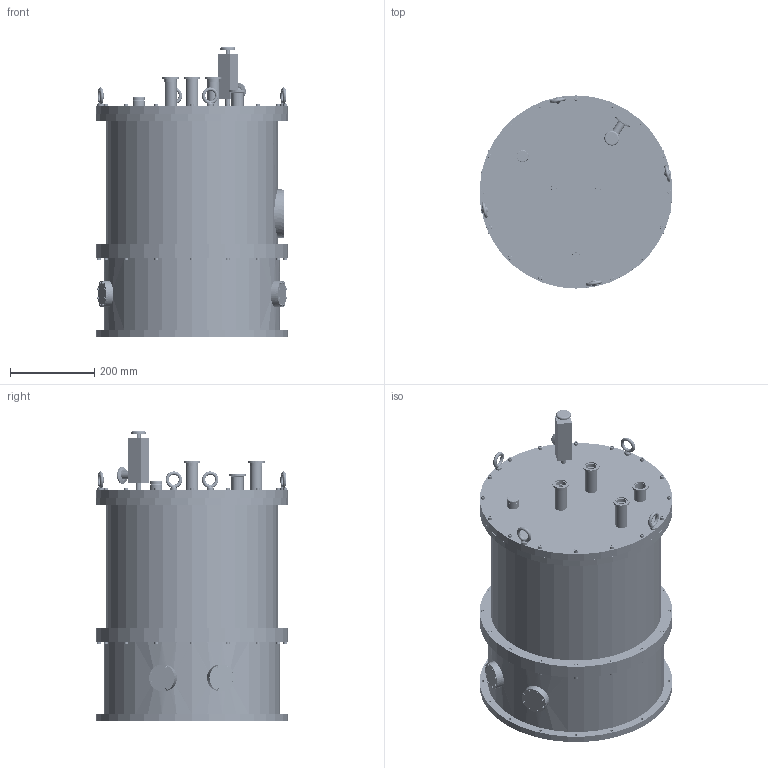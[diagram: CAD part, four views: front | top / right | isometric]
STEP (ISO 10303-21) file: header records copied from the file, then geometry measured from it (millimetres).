
FILE_DESCRIPTION(/* description */ ('Alibre Inc.'),/* implementation_level */ '2;1');
FILE_NAME(/* name */ 'export0',/* time_stamp */ '2011-02-28T16:23:28-05:00',/* author */ (''),/* organization */ (''),/* preprocessor_version */ 'ST-DEVELOPER v12',/* originating_system */ 'Alibre',/* authorisation */ '');
FILE_SCHEMA (('AUTOMOTIVE_DESIGN'));
Length unit declared in the file: centimetre
Products named in the file (41): #1555; #1569; #1572
Bounding box: 457.2 x 457.2 x 686.55 mm (x, y, z)
Volume: 14355075.7 mm3; surface area: 4651597.1 mm2
Topology: 219 solids, 219 shells, 4734 faces, 10300 edges, 6710 vertices
Faces by surface type: plane 2099, cylinder 1575, cone 649, torus 403, sphere 8
Full cylindrical faces by diameter (mm): 3.175 x80, 3.708 x80, 3.912 x8, 4.572 x8, 5.232 x48, 5.563 x48, 6.223 x48, 6.756 x48, 8.026 x36, 9.525 x1, 12.483 x4, 12.7 x2, 15.748 x4, 18.237 x6, 19.05 x8, 21.361 x2, 21.362 x6, 22.225 x1, 23.825 x3, 23.876 x4, 25.4 x6, 25.654 x4, 25.908 x4, 26.924 x4, 27.432 x18, 27.94 x4, 28.575 x11, 28.956 x9, 34.925 x1, 36.068 x4
Entity records: 20600 total; most frequent: CARTESIAN_POINT 4657, DIRECTION 3400, ORIENTED_EDGE 1936, AXIS2_PLACEMENT_3D 1747, EDGE_LOOP 1598, FACE_BOUND 1598, EDGE_CURVE 968, VERTEX_POINT 890
